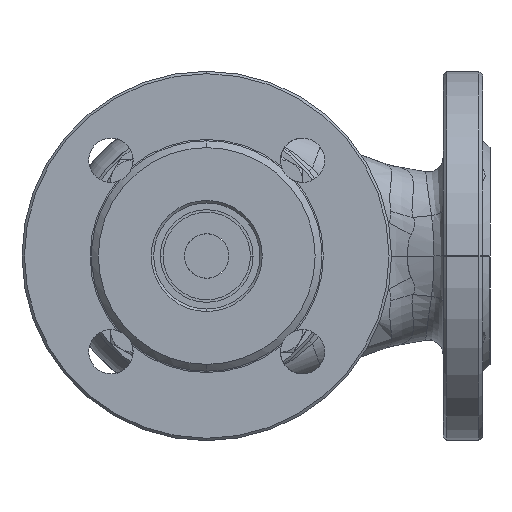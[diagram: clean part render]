
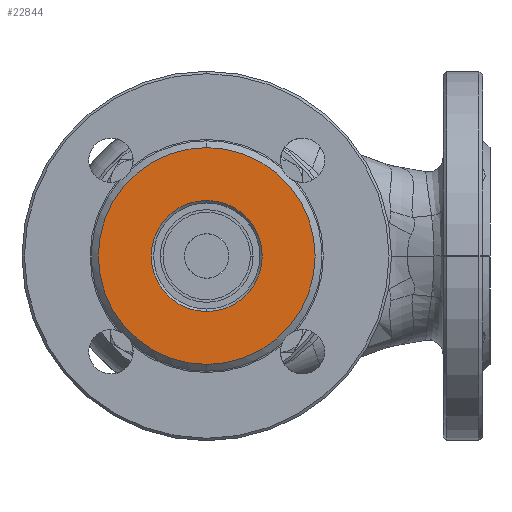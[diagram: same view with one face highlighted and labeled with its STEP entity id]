
A CAD part, front view. The second image highlights one B-rep face of the part: STEP entity #22844.
In plain terms, the highlighted planar face has unit normal (0, -1, 0).
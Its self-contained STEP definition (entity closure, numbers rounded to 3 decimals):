
#1498 = PLANE ( 'NONE',  #117121 ) ;
#1843 = DIRECTION ( 'NONE',  ( 0., 1., 0. ) ) ;
#7396 = ORIENTED_EDGE ( 'NONE', *, *, #101580, .T. ) ;
#9369 = CARTESIAN_POINT ( 'NONE',  ( 0., -87.2, 0. ) ) ;
#16085 = CARTESIAN_POINT ( 'NONE',  ( 0., -87.2, 0. ) ) ;
#18507 = DIRECTION ( 'NONE',  ( 0., 0., -1. ) ) ;
#21938 = VERTEX_POINT ( 'NONE', #57078 ) ;
#22844 = ADVANCED_FACE ( 'NONE', ( #83262, #80424 ), #1498, .F. ) ;
#24668 = CIRCLE ( 'NONE', #32585, 22.55 ) ;
#25258 = DIRECTION ( 'NONE',  ( 0., 0., -1. ) ) ;
#32585 = AXIS2_PLACEMENT_3D ( 'NONE', #56431, #1843, #65595 ) ;
#42353 = EDGE_CURVE ( 'NONE', #93001, #21938, #59008, .T. ) ;
#45596 = ORIENTED_EDGE ( 'NONE', *, *, #42353, .F. ) ;
#47322 = AXIS2_PLACEMENT_3D ( 'NONE', #107034, #52443, #116195 ) ;
#52258 = EDGE_LOOP ( 'NONE', ( #45596, #59329 ) ) ;
#52443 = DIRECTION ( 'NONE',  ( 0., 1., 0. ) ) ;
#54800 = AXIS2_PLACEMENT_3D ( 'NONE', #9369, #73080, #18507 ) ;
#54927 = ORIENTED_EDGE ( 'NONE', *, *, #105959, .T. ) ;
#56064 = EDGE_CURVE ( 'NONE', #21938, #93001, #115178, .T. ) ;
#56431 = CARTESIAN_POINT ( 'NONE',  ( 0., -87.2, 0. ) ) ;
#56486 = DIRECTION ( 'NONE',  ( 0., 0., -1. ) ) ;
#57078 = CARTESIAN_POINT ( 'NONE',  ( 0., -87.2, 44. ) ) ;
#59008 = CIRCLE ( 'NONE', #54800, 44. ) ;
#59329 = ORIENTED_EDGE ( 'NONE', *, *, #56064, .F. ) ;
#63211 = VERTEX_POINT ( 'NONE', #99784 ) ;
#64023 = CARTESIAN_POINT ( 'NONE',  ( 0., -87.2, 22.55 ) ) ;
#65595 = DIRECTION ( 'NONE',  ( 0., 0., -1. ) ) ;
#66587 = CARTESIAN_POINT ( 'NONE',  ( 0., -87.2, -44. ) ) ;
#73080 = DIRECTION ( 'NONE',  ( 0., 1., 0. ) ) ;
#79791 = DIRECTION ( 'NONE',  ( 0., 1., 0. ) ) ;
#80424 = FACE_OUTER_BOUND ( 'NONE', #52258, .T. ) ;
#83126 = CARTESIAN_POINT ( 'NONE',  ( 0., -87.2, 0. ) ) ;
#83262 = FACE_BOUND ( 'NONE', #109192, .T. ) ;
#84873 = AXIS2_PLACEMENT_3D ( 'NONE', #16085, #79791, #25258 ) ;
#89164 = VERTEX_POINT ( 'NONE', #64023 ) ;
#89353 = CIRCLE ( 'NONE', #84873, 22.55 ) ;
#93001 = VERTEX_POINT ( 'NONE', #66587 ) ;
#99784 = CARTESIAN_POINT ( 'NONE',  ( 0., -87.2, -22.55 ) ) ;
#101580 = EDGE_CURVE ( 'NONE', #89164, #63211, #89353, .T. ) ;
#105959 = EDGE_CURVE ( 'NONE', #63211, #89164, #24668, .T. ) ;
#107034 = CARTESIAN_POINT ( 'NONE',  ( 0., -87.2, 0. ) ) ;
#109192 = EDGE_LOOP ( 'NONE', ( #7396, #54927 ) ) ;
#111090 = DIRECTION ( 'NONE',  ( 0., 1., 0. ) ) ;
#115178 = CIRCLE ( 'NONE', #47322, 44. ) ;
#116195 = DIRECTION ( 'NONE',  ( 0., 0., -1. ) ) ;
#117121 = AXIS2_PLACEMENT_3D ( 'NONE', #83126, #111090, #56486 ) ;
